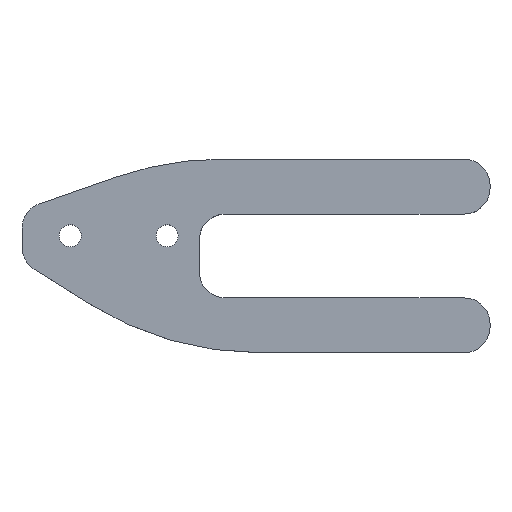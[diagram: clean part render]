
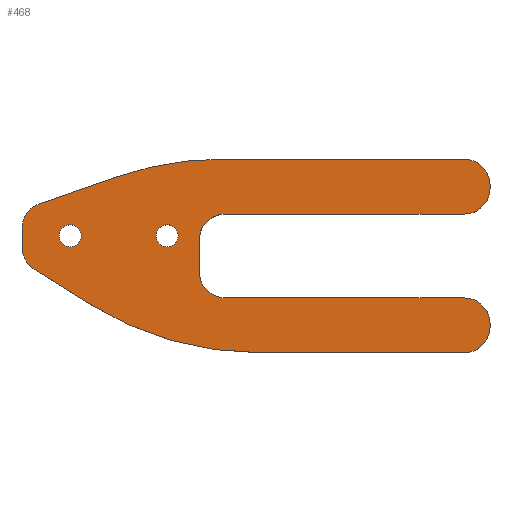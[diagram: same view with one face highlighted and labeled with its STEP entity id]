
A CAD part, top view. The second image highlights one B-rep face of the part: STEP entity #468.
In plain terms, the highlighted planar face has unit normal (0, 0, 1).
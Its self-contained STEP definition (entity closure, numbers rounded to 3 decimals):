
#17=FACE_BOUND('',#81,.T.);
#18=FACE_BOUND('',#82,.T.);
#30=PLANE('',#536);
#54=FACE_OUTER_BOUND('',#80,.T.);
#80=EDGE_LOOP('',(#411,#412,#413,#414,#415,#416,#417,#418,#419,#420,#421,
#422,#423,#424,#425,#426,#427,#428,#429,#430));
#81=EDGE_LOOP('',(#431));
#82=EDGE_LOOP('',(#432));
#95=LINE('',#731,#137);
#101=LINE('',#746,#143);
#104=LINE('',#754,#146);
#107=LINE('',#762,#149);
#109=LINE('',#768,#151);
#113=LINE('',#778,#155);
#116=LINE('',#786,#158);
#118=LINE('',#792,#160);
#121=LINE('',#800,#163);
#124=LINE('',#810,#166);
#137=VECTOR('',#583,10.);
#143=VECTOR('',#599,10.);
#146=VECTOR('',#608,10.);
#149=VECTOR('',#617,10.);
#151=VECTOR('',#625,10.);
#155=VECTOR('',#635,10.);
#158=VECTOR('',#644,10.);
#160=VECTOR('',#652,10.);
#163=VECTOR('',#661,10.);
#166=VECTOR('',#674,10.);
#168=CIRCLE('',#491,4.);
#180=CIRCLE('',#506,4.);
#181=CIRCLE('',#508,4.);
#182=CIRCLE('',#511,4.);
#183=CIRCLE('',#514,4.);
#184=CIRCLE('',#517,4.);
#185=CIRCLE('',#520,4.);
#186=CIRCLE('',#523,4.);
#187=CIRCLE('',#526,50.);
#188=CIRCLE('',#529,50.);
#189=CIRCLE('',#532,1.7);
#190=CIRCLE('',#534,1.7);
#193=VERTEX_POINT('',#682);
#194=VERTEX_POINT('',#684);
#215=VERTEX_POINT('',#730);
#216=VERTEX_POINT('',#734);
#217=VERTEX_POINT('',#738);
#218=VERTEX_POINT('',#739);
#219=VERTEX_POINT('',#744);
#220=VERTEX_POINT('',#748);
#221=VERTEX_POINT('',#752);
#222=VERTEX_POINT('',#756);
#223=VERTEX_POINT('',#760);
#224=VERTEX_POINT('',#764);
#225=VERTEX_POINT('',#770);
#226=VERTEX_POINT('',#771);
#227=VERTEX_POINT('',#776);
#228=VERTEX_POINT('',#780);
#229=VERTEX_POINT('',#784);
#230=VERTEX_POINT('',#788);
#231=VERTEX_POINT('',#794);
#232=VERTEX_POINT('',#795);
#233=VERTEX_POINT('',#802);
#234=VERTEX_POINT('',#806);
#237=EDGE_CURVE('',#193,#194,#168,.T.);
#260=EDGE_CURVE('',#215,#194,#95,.T.);
#262=EDGE_CURVE('',#215,#216,#180,.T.);
#264=EDGE_CURVE('',#217,#218,#181,.T.);
#268=EDGE_CURVE('',#217,#219,#101,.T.);
#269=EDGE_CURVE('',#220,#219,#182,.T.);
#272=EDGE_CURVE('',#220,#221,#104,.T.);
#274=EDGE_CURVE('',#222,#221,#183,.T.);
#276=EDGE_CURVE('',#222,#223,#107,.T.);
#278=EDGE_CURVE('',#224,#223,#184,.T.);
#279=EDGE_CURVE('',#224,#216,#109,.T.);
#280=EDGE_CURVE('',#225,#226,#185,.T.);
#284=EDGE_CURVE('',#225,#227,#113,.T.);
#285=EDGE_CURVE('',#228,#227,#186,.T.);
#288=EDGE_CURVE('',#228,#229,#116,.T.);
#289=EDGE_CURVE('',#230,#229,#187,.T.);
#291=EDGE_CURVE('',#230,#218,#118,.T.);
#292=EDGE_CURVE('',#231,#232,#188,.T.);
#295=EDGE_CURVE('',#231,#226,#121,.T.);
#296=EDGE_CURVE('',#233,#233,#189,.T.);
#298=EDGE_CURVE('',#234,#234,#190,.T.);
#300=EDGE_CURVE('',#193,#232,#124,.T.);
#411=ORIENTED_EDGE('',*,*,#237,.F.);
#412=ORIENTED_EDGE('',*,*,#300,.T.);
#413=ORIENTED_EDGE('',*,*,#292,.F.);
#414=ORIENTED_EDGE('',*,*,#295,.T.);
#415=ORIENTED_EDGE('',*,*,#280,.F.);
#416=ORIENTED_EDGE('',*,*,#284,.T.);
#417=ORIENTED_EDGE('',*,*,#285,.F.);
#418=ORIENTED_EDGE('',*,*,#288,.T.);
#419=ORIENTED_EDGE('',*,*,#289,.F.);
#420=ORIENTED_EDGE('',*,*,#291,.T.);
#421=ORIENTED_EDGE('',*,*,#264,.F.);
#422=ORIENTED_EDGE('',*,*,#268,.T.);
#423=ORIENTED_EDGE('',*,*,#269,.F.);
#424=ORIENTED_EDGE('',*,*,#272,.T.);
#425=ORIENTED_EDGE('',*,*,#274,.F.);
#426=ORIENTED_EDGE('',*,*,#276,.T.);
#427=ORIENTED_EDGE('',*,*,#278,.F.);
#428=ORIENTED_EDGE('',*,*,#279,.T.);
#429=ORIENTED_EDGE('',*,*,#262,.F.);
#430=ORIENTED_EDGE('',*,*,#260,.T.);
#431=ORIENTED_EDGE('',*,*,#296,.T.);
#432=ORIENTED_EDGE('',*,*,#298,.T.);
#468=ADVANCED_FACE('',(#54,#17,#18),#30,.T.);
#491=AXIS2_PLACEMENT_3D('',#685,#544,#545);
#506=AXIS2_PLACEMENT_3D('',#735,#587,#588);
#508=AXIS2_PLACEMENT_3D('',#740,#592,#593);
#511=AXIS2_PLACEMENT_3D('',#749,#602,#603);
#514=AXIS2_PLACEMENT_3D('',#758,#612,#613);
#517=AXIS2_PLACEMENT_3D('',#766,#621,#622);
#520=AXIS2_PLACEMENT_3D('',#772,#628,#629);
#523=AXIS2_PLACEMENT_3D('',#781,#638,#639);
#526=AXIS2_PLACEMENT_3D('',#789,#647,#648);
#529=AXIS2_PLACEMENT_3D('',#796,#655,#656);
#532=AXIS2_PLACEMENT_3D('',#803,#664,#665);
#534=AXIS2_PLACEMENT_3D('',#807,#669,#670);
#536=AXIS2_PLACEMENT_3D('',#811,#675,#676);
#544=DIRECTION('center_axis',(0.,0.,-1.));
#545=DIRECTION('ref_axis',(0.707,0.707,0.));
#583=DIRECTION('',(0.,1.,0.));
#587=DIRECTION('center_axis',(0.,0.,-1.));
#588=DIRECTION('ref_axis',(0.707,-0.707,0.));
#592=DIRECTION('center_axis',(0.,0.,-1.));
#593=DIRECTION('ref_axis',(0.707,-0.707,0.));
#599=DIRECTION('',(0.,1.,0.));
#602=DIRECTION('center_axis',(0.,0.,-1.));
#603=DIRECTION('ref_axis',(0.707,0.707,0.));
#608=DIRECTION('',(-1.,0.,0.));
#612=DIRECTION('center_axis',(0.,0.,1.));
#613=DIRECTION('ref_axis',(-0.707,-0.707,0.));
#617=DIRECTION('',(0.,1.,0.));
#621=DIRECTION('center_axis',(0.,0.,1.));
#622=DIRECTION('ref_axis',(-0.707,0.707,0.));
#625=DIRECTION('',(1.,0.,0.));
#628=DIRECTION('center_axis',(0.,0.,-1.));
#629=DIRECTION('ref_axis',(-0.816,0.579,0.));
#635=DIRECTION('',(0.,-1.,0.));
#638=DIRECTION('center_axis',(0.,0.,-1.));
#639=DIRECTION('ref_axis',(-0.875,-0.484,0.));
#644=DIRECTION('',(0.847,-0.532,0.));
#647=DIRECTION('center_axis',(0.,0.,-1.));
#648=DIRECTION('ref_axis',(-0.277,-0.961,0.));
#652=DIRECTION('',(1.,0.,0.));
#655=DIRECTION('center_axis',(0.,0.,-1.));
#656=DIRECTION('ref_axis',(-0.168,0.986,0.));
#661=DIRECTION('',(-0.944,-0.331,0.));
#664=DIRECTION('center_axis',(0.,0.,-1.));
#665=DIRECTION('ref_axis',(1.,0.,0.));
#669=DIRECTION('center_axis',(0.,0.,-1.));
#670=DIRECTION('ref_axis',(1.,0.,0.));
#674=DIRECTION('',(-1.,0.,0.));
#675=DIRECTION('center_axis',(0.,0.,1.));
#676=DIRECTION('ref_axis',(1.,0.,0.));
#682=CARTESIAN_POINT('',(11.,18.875,2.5));
#684=CARTESIAN_POINT('',(15.,14.875,2.5));
#685=CARTESIAN_POINT('Origin',(11.,14.875,2.5));
#730=CARTESIAN_POINT('',(15.,14.375,2.5));
#731=CARTESIAN_POINT('',(15.,10.375,2.5));
#734=CARTESIAN_POINT('',(11.,10.375,2.5));
#735=CARTESIAN_POINT('Origin',(11.,14.375,2.5));
#738=CARTESIAN_POINT('',(15.,-7.125,2.5));
#739=CARTESIAN_POINT('',(11.,-11.125,2.5));
#740=CARTESIAN_POINT('Origin',(11.,-7.125,2.5));
#744=CARTESIAN_POINT('',(15.,-6.625,2.5));
#746=CARTESIAN_POINT('',(15.,-11.125,2.5));
#748=CARTESIAN_POINT('',(11.,-2.625,2.5));
#749=CARTESIAN_POINT('Origin',(11.,-6.625,2.5));
#752=CARTESIAN_POINT('',(-26.,-2.625,2.5));
#754=CARTESIAN_POINT('',(0.,-2.625,2.5));
#756=CARTESIAN_POINT('',(-30.,1.375,2.5));
#758=CARTESIAN_POINT('Origin',(-26.,1.375,2.5));
#760=CARTESIAN_POINT('',(-30.,6.375,2.5));
#762=CARTESIAN_POINT('',(-30.,-11.125,2.5));
#764=CARTESIAN_POINT('',(-26.,10.375,2.5));
#766=CARTESIAN_POINT('Origin',(-26.,6.375,2.5));
#768=CARTESIAN_POINT('',(-30.,10.375,2.5));
#770=CARTESIAN_POINT('',(-57.478,8.163,2.5));
#771=CARTESIAN_POINT('',(-54.801,11.938,2.5));
#772=CARTESIAN_POINT('Origin',(-53.478,8.163,2.5));
#776=CARTESIAN_POINT('',(-57.478,5.211,2.5));
#778=CARTESIAN_POINT('',(-57.478,11.,2.5));
#780=CARTESIAN_POINT('',(-55.606,1.824,2.5));
#781=CARTESIAN_POINT('Origin',(-53.478,5.211,2.5));
#784=CARTESIAN_POINT('',(-47.197,-3.46,2.5));
#786=CARTESIAN_POINT('',(-57.478,3.,2.5));
#788=CARTESIAN_POINT('',(-20.594,-11.125,2.5));
#789=CARTESIAN_POINT('Origin',(-20.594,38.875,2.5));
#792=CARTESIAN_POINT('',(-35.,-11.125,2.5));
#794=CARTESIAN_POINT('',(-43.027,16.063,2.5));
#795=CARTESIAN_POINT('',(-26.495,18.875,2.5));
#796=CARTESIAN_POINT('Origin',(-26.495,-31.125,2.5));
#800=CARTESIAN_POINT('',(-35.,18.875,2.5));
#802=CARTESIAN_POINT('',(-51.7,7.,2.5));
#803=CARTESIAN_POINT('Origin',(-50.,7.,2.5));
#806=CARTESIAN_POINT('',(-36.7,7.,2.5));
#807=CARTESIAN_POINT('Origin',(-35.,7.,2.5));
#810=CARTESIAN_POINT('',(0.,18.875,2.5));
#811=CARTESIAN_POINT('Origin',(-17.5,3.875,2.5));
